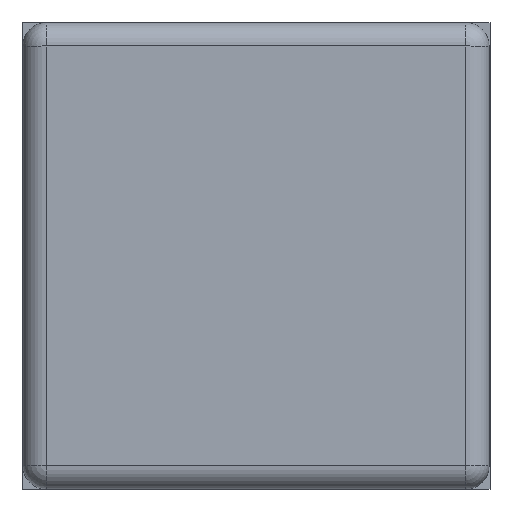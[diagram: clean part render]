
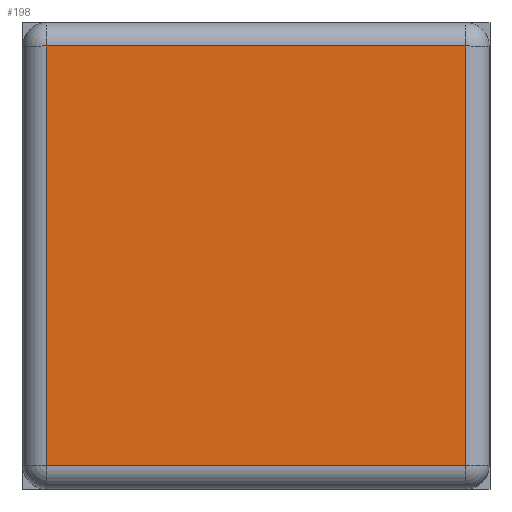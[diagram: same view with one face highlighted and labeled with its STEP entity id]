
A CAD part, top view. The second image highlights one B-rep face of the part: STEP entity #198.
In plain terms, the highlighted planar face has unit normal (0, 0, 1).
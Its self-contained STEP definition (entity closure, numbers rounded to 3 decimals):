
#13=DIRECTION('',(0.,0.,1.));
#46=VECTOR('',#47,1.);
#47=DIRECTION('',(0.,1.,0.));
#51=DIRECTION('',(1.,0.,0.));
#83=VERTEX_POINT('',#84);
#84=CARTESIAN_POINT('',(-2.43,-2.43,2.1));
#92=VERTEX_POINT('',#93);
#93=CARTESIAN_POINT('',(-2.43,2.43,2.1));
#99=ORIENTED_EDGE('',*,*,#100,.F.);
#100=EDGE_CURVE('',#83,#92,#101,.T.);
#101=LINE('',#84,#46);
#137=VECTOR('',#51,1.);
#170=VECTOR('',#171,1.);
#171=DIRECTION('',(-1.,-0.,-0.));
#198=ADVANCED_FACE('',(#199),#216,.T.);
#199=FACE_BOUND('',#200,.T.);
#200=EDGE_LOOP('',(#201,#99,#206,#211));
#201=ORIENTED_EDGE('',*,*,#202,.F.);
#202=EDGE_CURVE('',#92,#203,#205,.T.);
#203=VERTEX_POINT('',#204);
#204=CARTESIAN_POINT('',(2.43,2.43,2.1));
#205=LINE('',#93,#137);
#206=ORIENTED_EDGE('',*,*,#207,.F.);
#207=EDGE_CURVE('',#208,#83,#210,.T.);
#208=VERTEX_POINT('',#209);
#209=CARTESIAN_POINT('',(2.43,-2.43,2.1));
#210=LINE('',#209,#170);
#211=ORIENTED_EDGE('',*,*,#212,.F.);
#212=EDGE_CURVE('',#203,#208,#213,.T.);
#213=LINE('',#204,#214);
#214=VECTOR('',#215,1.);
#215=DIRECTION('',(-0.,-1.,-0.));
#216=PLANE('',#217);
#217=AXIS2_PLACEMENT_3D('',#218,#13,#51);
#218=CARTESIAN_POINT('',(-2.7,-2.7,2.1));
